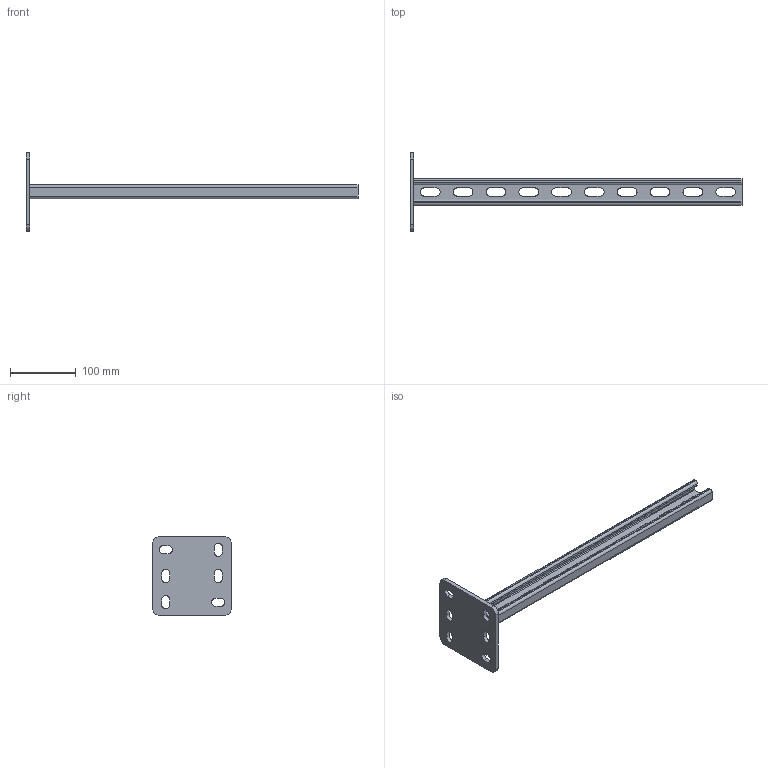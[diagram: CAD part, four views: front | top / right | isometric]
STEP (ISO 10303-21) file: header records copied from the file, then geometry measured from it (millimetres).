
FILE_DESCRIPTION (( 'STEP AP203' ), '1' );
FILE_NAME ('Êðîíøòåéí ïîòîëî÷íûé îäèíàðíûé_h21-500.step', '2022-01-27T08:15:57', ( '' ), ( '' ), 'SwSTEP 2.0', 'SolidWorks 2017', '' );
FILE_SCHEMA (( 'CONFIG_CONTROL_DESIGN' ));
Length unit declared in the file: millimetre
Products named in the file (3): STRUT-镳铘桦黖h21-500; Ïÿòêà ïîòîëî÷êàÿ; Êðîíøòåéí ïîòîëî÷íûé îäèíàðíûé_h21-500
Assembly tree (2 placements, depth 2):
  Êðîíøòåéí ïîòîëî÷íûé îäèíàðíûé_h21-500
    Ïÿòêà ïîòîëî÷êàÿ
    STRUT-镳铘桦黖h21-500
Bounding box: 506 x 120 x 120 mm (x, y, z)
Volume: 187110.6 mm3; surface area: 123011.8 mm2
Topology: 2 solids, 2 shells, 928 faces, 2724 edges, 1800 vertices
Faces by surface type: plane 878, cylinder 50
Entity records: 30573 total; most frequent: CARTESIAN_POINT 5457, ORIENTED_EDGE 5448, DIRECTION 4690, EDGE_CURVE 2724, LINE 2624, VECTOR 2624, VERTEX_POINT 1800, AXIS2_PLACEMENT_3D 1033
